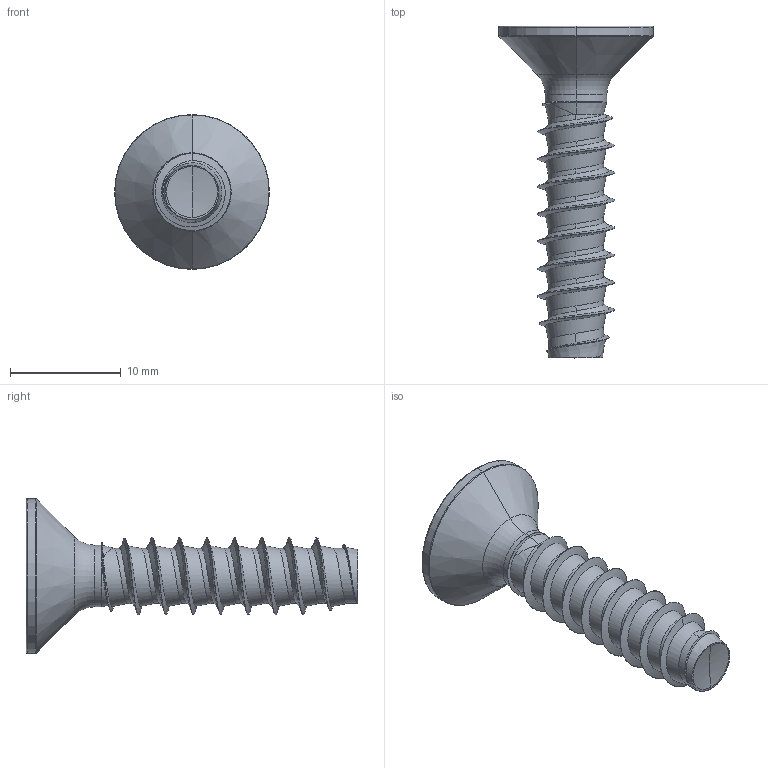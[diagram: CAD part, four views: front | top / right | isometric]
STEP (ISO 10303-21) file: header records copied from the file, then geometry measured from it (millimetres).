
FILE_DESCRIPTION (( 'STEP AP203' ), '1' );
FILE_NAME ('STP410700300.STEP', '2017-08-16T14:18:07', ( '' ), ( '' ), 'SwSTEP 2.0', 'SolidWorks 2015', '' );
FILE_SCHEMA (( 'CONFIG_CONTROL_DESIGN' ));
Length unit declared in the file: millimetre
Products named in the file (1): STP410700300
Bounding box: 14 x 30 x 14 mm (x, y, z)
Volume: 982.7 mm3; surface area: 1067.8 mm2
Topology: 1 solids, 1 shells, 101 faces, 250 edges, 151 vertices
Faces by surface type: cylinder 43, bspline 35, cone 13, torus 6, sphere 2, plane 2
Entity records: 22508 total; most frequent: CARTESIAN_POINT 20418, ORIENTED_EDGE 496, DIRECTION 314, EDGE_CURVE 248, VERTEX_POINT 151, AXIS2_PLACEMENT_3D 127, B_SPLINE_CURVE_WITH_KNOTS 110, EDGE_LOOP 103
